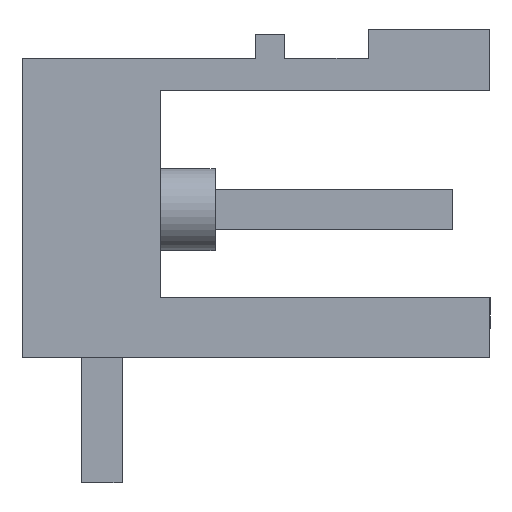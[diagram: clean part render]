
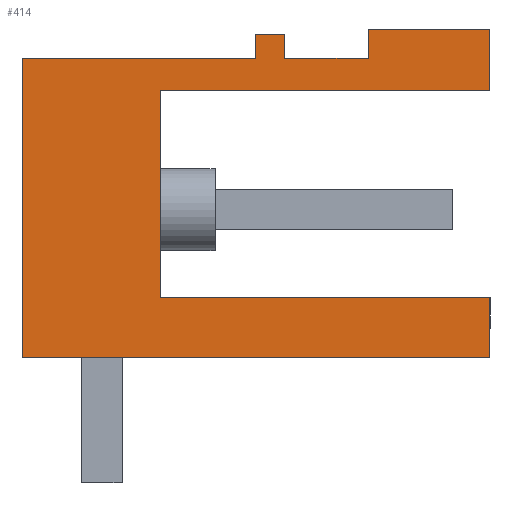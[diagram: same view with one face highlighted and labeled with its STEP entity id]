
A CAD part, left-side view. The second image highlights one B-rep face of the part: STEP entity #414.
In plain terms, the highlighted planar face has unit normal (-1, 0, 0).
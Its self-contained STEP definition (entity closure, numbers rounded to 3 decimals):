
#298=AXIS2_PLACEMENT_3D('Plane Axis2P3D',#295,#296,#297) ;
#295=CARTESIAN_POINT('Axis2P3D Location',(0.,12.,0.)) ;
#300=CARTESIAN_POINT('Line Origine',(0.,0.,9.146)) ;
#304=CARTESIAN_POINT('Vertex',(0.,0.,8.363)) ;
#306=CARTESIAN_POINT('Vertex',(0.,0.,9.93)) ;
#309=CARTESIAN_POINT('Line Origine',(0.,1.56,9.93)) ;
#313=CARTESIAN_POINT('Vertex',(0.,3.12,9.93)) ;
#316=CARTESIAN_POINT('Line Origine',(0.,3.12,9.555)) ;
#320=CARTESIAN_POINT('Vertex',(0.,3.12,9.18)) ;
#323=CARTESIAN_POINT('Line Origine',(0.,4.195,9.18)) ;
#327=CARTESIAN_POINT('Vertex',(0.,5.27,9.18)) ;
#330=CARTESIAN_POINT('Line Origine',(0.,5.27,9.49)) ;
#334=CARTESIAN_POINT('Vertex',(0.,5.27,9.8)) ;
#337=CARTESIAN_POINT('Line Origine',(0.,5.645,9.8)) ;
#341=CARTESIAN_POINT('Vertex',(0.,6.02,9.8)) ;
#344=CARTESIAN_POINT('Line Origine',(0.,6.02,9.49)) ;
#348=CARTESIAN_POINT('Vertex',(0.,6.02,9.18)) ;
#351=CARTESIAN_POINT('Line Origine',(0.,9.01,9.18)) ;
#355=CARTESIAN_POINT('Vertex',(0.,12.,9.18)) ;
#358=CARTESIAN_POINT('Line Origine',(0.,12.,5.34)) ;
#362=CARTESIAN_POINT('Vertex',(0.,12.,1.5)) ;
#365=CARTESIAN_POINT('Line Origine',(0.,6.,1.5)) ;
#369=CARTESIAN_POINT('Vertex',(0.,0.,1.5)) ;
#372=CARTESIAN_POINT('Line Origine',(0.,0.,2.275)) ;
#376=CARTESIAN_POINT('Vertex',(0.,0.,3.05)) ;
#379=CARTESIAN_POINT('Line Origine',(0.,4.225,3.05)) ;
#383=CARTESIAN_POINT('Vertex',(0.,8.45,3.05)) ;
#386=CARTESIAN_POINT('Line Origine',(0.,8.45,5.707)) ;
#390=CARTESIAN_POINT('Vertex',(0.,8.45,8.363)) ;
#393=CARTESIAN_POINT('Line Origine',(0.,4.225,8.363)) ;
#296=DIRECTION('Axis2P3D Direction',(-1.,0.,0.)) ;
#297=DIRECTION('Axis2P3D XDirection',(0.,-1.,0.)) ;
#301=DIRECTION('Vector Direction',(0.,0.,-1.)) ;
#310=DIRECTION('Vector Direction',(0.,1.,0.)) ;
#317=DIRECTION('Vector Direction',(0.,0.,1.)) ;
#324=DIRECTION('Vector Direction',(0.,1.,0.)) ;
#331=DIRECTION('Vector Direction',(0.,0.,1.)) ;
#338=DIRECTION('Vector Direction',(0.,-1.,0.)) ;
#345=DIRECTION('Vector Direction',(0.,0.,1.)) ;
#352=DIRECTION('Vector Direction',(0.,-1.,0.)) ;
#359=DIRECTION('Vector Direction',(0.,0.,-1.)) ;
#366=DIRECTION('Vector Direction',(0.,1.,0.)) ;
#373=DIRECTION('Vector Direction',(0.,0.,1.)) ;
#380=DIRECTION('Vector Direction',(0.,1.,0.)) ;
#387=DIRECTION('Vector Direction',(0.,0.,1.)) ;
#394=DIRECTION('Vector Direction',(0.,1.,0.)) ;
#302=VECTOR('Line Direction',#301,1.) ;
#311=VECTOR('Line Direction',#310,1.) ;
#318=VECTOR('Line Direction',#317,1.) ;
#325=VECTOR('Line Direction',#324,1.) ;
#332=VECTOR('Line Direction',#331,1.) ;
#339=VECTOR('Line Direction',#338,1.) ;
#346=VECTOR('Line Direction',#345,1.) ;
#353=VECTOR('Line Direction',#352,1.) ;
#360=VECTOR('Line Direction',#359,1.) ;
#367=VECTOR('Line Direction',#366,1.) ;
#374=VECTOR('Line Direction',#373,1.) ;
#381=VECTOR('Line Direction',#380,1.) ;
#388=VECTOR('Line Direction',#387,1.) ;
#395=VECTOR('Line Direction',#394,1.) ;
#399=ORIENTED_EDGE('',*,*,#308,.T.) ;
#400=ORIENTED_EDGE('',*,*,#315,.T.) ;
#401=ORIENTED_EDGE('',*,*,#322,.T.) ;
#402=ORIENTED_EDGE('',*,*,#329,.T.) ;
#403=ORIENTED_EDGE('',*,*,#336,.T.) ;
#404=ORIENTED_EDGE('',*,*,#343,.T.) ;
#405=ORIENTED_EDGE('',*,*,#350,.T.) ;
#406=ORIENTED_EDGE('',*,*,#357,.F.) ;
#407=ORIENTED_EDGE('',*,*,#364,.T.) ;
#408=ORIENTED_EDGE('',*,*,#371,.F.) ;
#409=ORIENTED_EDGE('',*,*,#378,.T.) ;
#410=ORIENTED_EDGE('',*,*,#385,.T.) ;
#411=ORIENTED_EDGE('',*,*,#392,.T.) ;
#412=ORIENTED_EDGE('',*,*,#397,.T.) ;
#414=ADVANCED_FACE('Housing',(#413),#299,.T.) ;
#308=EDGE_CURVE('',#305,#307,#303,.F.) ;
#315=EDGE_CURVE('',#307,#314,#312,.T.) ;
#322=EDGE_CURVE('',#314,#321,#319,.F.) ;
#329=EDGE_CURVE('',#321,#328,#326,.T.) ;
#336=EDGE_CURVE('',#328,#335,#333,.T.) ;
#343=EDGE_CURVE('',#335,#342,#340,.F.) ;
#350=EDGE_CURVE('',#342,#349,#347,.F.) ;
#357=EDGE_CURVE('',#356,#349,#354,.T.) ;
#364=EDGE_CURVE('',#356,#363,#361,.T.) ;
#371=EDGE_CURVE('',#370,#363,#368,.T.) ;
#378=EDGE_CURVE('',#370,#377,#375,.T.) ;
#385=EDGE_CURVE('',#377,#384,#382,.T.) ;
#392=EDGE_CURVE('',#384,#391,#389,.T.) ;
#397=EDGE_CURVE('',#391,#305,#396,.F.) ;
#398=EDGE_LOOP('',(#399,#400,#401,#402,#403,#404,#405,#406,#407,#408,#409,#410,#411,#412)) ;
#413=FACE_OUTER_BOUND('',#398,.T.) ;
#303=LINE('Line',#300,#302) ;
#312=LINE('Line',#309,#311) ;
#319=LINE('Line',#316,#318) ;
#326=LINE('Line',#323,#325) ;
#333=LINE('Line',#330,#332) ;
#340=LINE('Line',#337,#339) ;
#347=LINE('Line',#344,#346) ;
#354=LINE('Line',#351,#353) ;
#361=LINE('Line',#358,#360) ;
#368=LINE('Line',#365,#367) ;
#375=LINE('Line',#372,#374) ;
#382=LINE('Line',#379,#381) ;
#389=LINE('Line',#386,#388) ;
#396=LINE('Line',#393,#395) ;
#299=PLANE('',#298) ;
#305=VERTEX_POINT('',#304) ;
#307=VERTEX_POINT('',#306) ;
#314=VERTEX_POINT('',#313) ;
#321=VERTEX_POINT('',#320) ;
#328=VERTEX_POINT('',#327) ;
#335=VERTEX_POINT('',#334) ;
#342=VERTEX_POINT('',#341) ;
#349=VERTEX_POINT('',#348) ;
#356=VERTEX_POINT('',#355) ;
#363=VERTEX_POINT('',#362) ;
#370=VERTEX_POINT('',#369) ;
#377=VERTEX_POINT('',#376) ;
#384=VERTEX_POINT('',#383) ;
#391=VERTEX_POINT('',#390) ;
